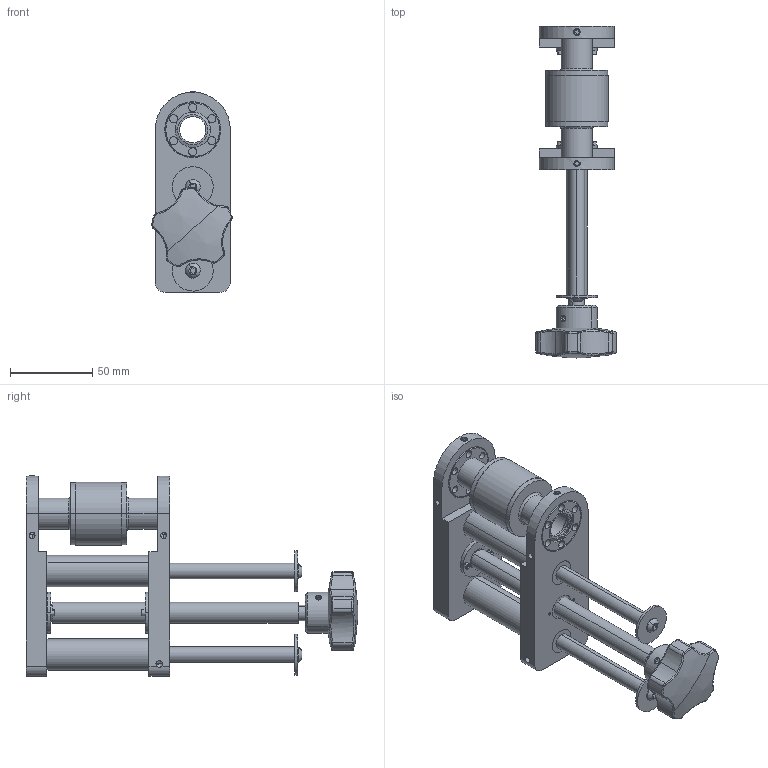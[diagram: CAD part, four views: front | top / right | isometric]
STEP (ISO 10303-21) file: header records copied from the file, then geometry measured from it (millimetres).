
FILE_DESCRIPTION (( 'STEP AP214' ), '1' );
FILE_NAME ('BLT13S-03, BOTH THRU, b10017945.STEP', '2023-11-10T15:45:56', ( 'Setup User' ), ( '' ), 'SwSTEP 2.0', 'SolidWorks 2022', '' );
FILE_SCHEMA (( 'AUTOMOTIVE_DESIGN' ));
Length unit declared in the file: inch
Products named in the file (1): BLT13S-03, BOTH THRU, b10017945
Bounding box: 48.9 x 201.83 x 122.28 mm (x, y, z)
Volume: 220285.3 mm3; surface area: 98665.5 mm2
Topology: 32 solids, 32 shells, 680 faces, 1521 edges, 952 vertices
Faces by surface type: cylinder 303, plane 231, cone 92, bspline 30, torus 20, sphere 4
Entity records: 30448 total; most frequent: CARTESIAN_POINT 5712, DIRECTION 3381, ORIENTED_EDGE 3006, EDGE_CURVE 1503, AXIS2_PLACEMENT_3D 1331, VERTEX_POINT 952, EDGE_LOOP 835, LINE 719
